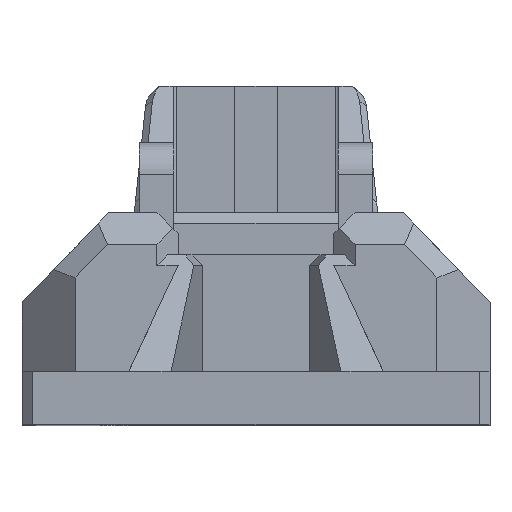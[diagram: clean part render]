
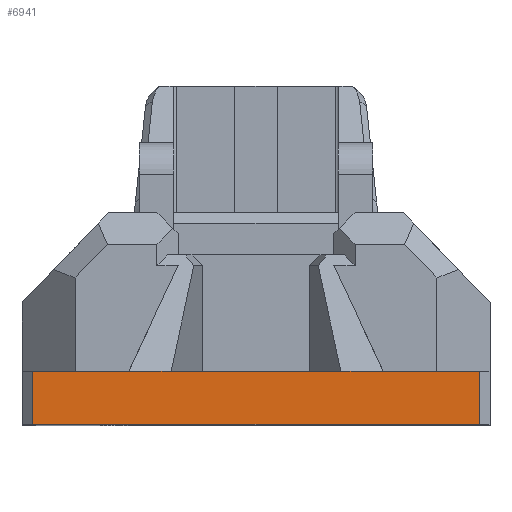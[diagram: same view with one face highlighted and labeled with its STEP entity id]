
A CAD part, top view. The second image highlights one B-rep face of the part: STEP entity #6941.
In plain terms, the highlighted planar face has unit normal (0, 0, 1).
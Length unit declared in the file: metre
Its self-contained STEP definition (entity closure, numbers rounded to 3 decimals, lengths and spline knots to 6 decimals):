
#233=LINE('',#9766,#1091);
#250=LINE('',#9869,#1108);
#327=LINE('',#10035,#1185);
#405=LINE('',#10206,#1263);
#465=LINE('',#10374,#1323);
#493=LINE('',#10426,#1351);
#494=LINE('',#10428,#1352);
#495=LINE('',#10429,#1353);
#1091=VECTOR('',#7802,1.);
#1108=VECTOR('',#7835,1.);
#1185=VECTOR('',#7926,1.);
#1263=VECTOR('',#8044,1.);
#1323=VECTOR('',#8168,1.);
#1351=VECTOR('',#8222,1.);
#1352=VECTOR('',#8225,1.);
#1353=VECTOR('',#8226,1.);
#2455=ORIENTED_EDGE('',*,*,#4152,.F.);
#2456=ORIENTED_EDGE('',*,*,#4428,.F.);
#2457=ORIENTED_EDGE('',*,*,#4318,.T.);
#2458=ORIENTED_EDGE('',*,*,#4235,.T.);
#2459=ORIENTED_EDGE('',*,*,#4118,.F.);
#2460=ORIENTED_EDGE('',*,*,#4429,.T.);
#2461=ORIENTED_EDGE('',*,*,#4399,.T.);
#2462=ORIENTED_EDGE('',*,*,#4430,.T.);
#4118=EDGE_CURVE('',#5146,#5147,#233,.T.);
#4152=EDGE_CURVE('',#5180,#5181,#250,.T.);
#4235=EDGE_CURVE('',#5263,#5147,#327,.T.);
#4318=EDGE_CURVE('',#5331,#5263,#405,.T.);
#4399=EDGE_CURVE('',#5395,#5396,#465,.T.);
#4428=EDGE_CURVE('',#5331,#5180,#493,.T.);
#4429=EDGE_CURVE('',#5146,#5395,#494,.T.);
#4430=EDGE_CURVE('',#5396,#5181,#495,.T.);
#5146=VERTEX_POINT('',#9765);
#5147=VERTEX_POINT('',#9767);
#5180=VERTEX_POINT('',#9868);
#5181=VERTEX_POINT('',#9870);
#5263=VERTEX_POINT('',#10036);
#5331=VERTEX_POINT('',#10207);
#5395=VERTEX_POINT('',#10375);
#5396=VERTEX_POINT('',#10376);
#5844=EDGE_LOOP('',(#2455,#2456,#2457,#2458,#2459,#2460,#2461,#2462));
#6264=FACE_BOUND('',#5844,.T.);
#6633=PLANE('',#7361);
#6941=ADVANCED_FACE('',(#6264),#6633,.T.);
#7361=AXIS2_PLACEMENT_3D('',#10427,#8223,#8224);
#7802=DIRECTION('',(1.,0.,0.));
#7835=DIRECTION('',(-1.,0.,0.));
#7926=DIRECTION('',(-1.,0.,0.));
#8044=DIRECTION('',(-1.,0.,0.));
#8168=DIRECTION('',(-1.,0.,0.));
#8222=DIRECTION('',(0.,-1.,0.));
#8223=DIRECTION('',(0.,0.,1.));
#8224=DIRECTION('',(1.,0.,0.));
#8225=DIRECTION('',(-1.,0.,0.));
#8226=DIRECTION('',(0.,-1.,0.));
#9765=CARTESIAN_POINT('',(-0.008,0.005,0.0285));
#9766=CARTESIAN_POINT('',(0.004,0.005,0.0285));
#9767=CARTESIAN_POINT('',(0.008,0.005,0.0285));
#9868=CARTESIAN_POINT('',(0.02105,0.,0.0285));
#9869=CARTESIAN_POINT('',(0.,0.,0.0285));
#9870=CARTESIAN_POINT('',(-0.02105,0.,0.0285));
#10035=CARTESIAN_POINT('',(0.012,0.005,0.0285));
#10036=CARTESIAN_POINT('',(0.012,0.005,0.0285));
#10206=CARTESIAN_POINT('',(0.,0.005,0.0285));
#10207=CARTESIAN_POINT('',(0.02105,0.005,0.0285));
#10374=CARTESIAN_POINT('',(0.,0.005,0.0285));
#10375=CARTESIAN_POINT('',(-0.012,0.005,0.0285));
#10376=CARTESIAN_POINT('',(-0.02105,0.005,0.0285));
#10426=CARTESIAN_POINT('',(0.02105,0.005,0.0285));
#10427=CARTESIAN_POINT('',(0.,0.005,0.0285));
#10428=CARTESIAN_POINT('',(0.012,0.005,0.0285));
#10429=CARTESIAN_POINT('',(-0.02105,0.005,0.0285));
